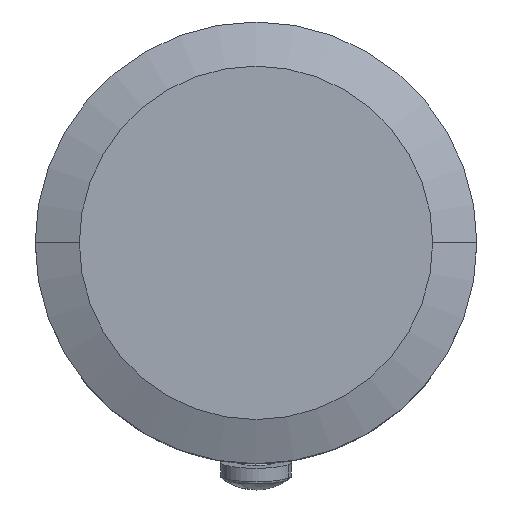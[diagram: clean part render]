
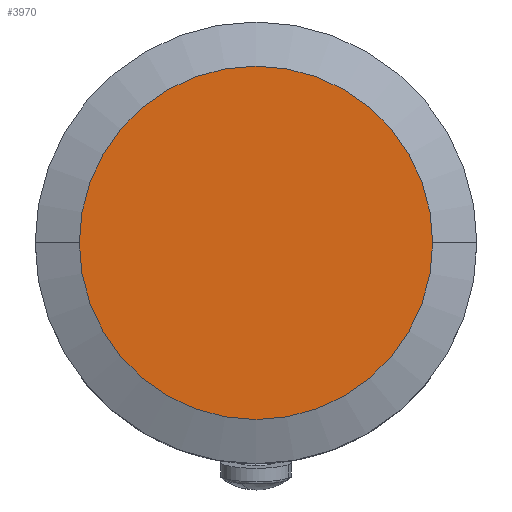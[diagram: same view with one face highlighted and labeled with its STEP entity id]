
A CAD part, top view. The second image highlights one B-rep face of the part: STEP entity #3970.
In plain terms, the highlighted planar face has unit normal (0, 0, 1).
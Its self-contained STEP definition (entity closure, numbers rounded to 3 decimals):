
#1618 = CARTESIAN_POINT ( 'NONE',  ( -20., 0., 16. ) ) ;
#1619 = CARTESIAN_POINT ( 'NONE',  ( 20., 0., 16. ) ) ;
#1620 = DIRECTION ( 'NONE',  ( 1., 0., 0. ) ) ;
#1621 = DIRECTION ( 'NONE',  ( 0., 0., 1. ) ) ;
#1622 = CARTESIAN_POINT ( 'NONE',  ( 0., 0., 16. ) ) ;
#1623 = AXIS2_PLACEMENT_3D ( 'NONE', #1622, #1621, #1620 ) ;
#1627 = CIRCLE ( 'NONE', #1623, 20. ) ;
#1713 = DIRECTION ( 'NONE',  ( 1., 0., 0. ) ) ;
#1714 = DIRECTION ( 'NONE',  ( 0., 0., 1. ) ) ;
#1715 = CARTESIAN_POINT ( 'NONE',  ( 0., 0., 16. ) ) ;
#1716 = AXIS2_PLACEMENT_3D ( 'NONE', #1715, #1714, #1713 ) ;
#1717 = CIRCLE ( 'NONE', #1716, 20. ) ;
#1718 = DIRECTION ( 'NONE',  ( 1., 0., 0. ) ) ;
#1719 = DIRECTION ( 'NONE',  ( 0., 0., 1. ) ) ;
#1720 = CARTESIAN_POINT ( 'NONE',  ( 0., 0., 16. ) ) ;
#1721 = AXIS2_PLACEMENT_3D ( 'NONE', #1720, #1719, #1718 ) ;
#1722 = PLANE ( 'NONE',  #1721 ) ;
#1727 = FACE_OUTER_BOUND ( 'NONE', #3971, .T. ) ;
#3911 = EDGE_CURVE ( 'NONE', #3912, #3913, #1627, .T. ) ;
#3912 = VERTEX_POINT ( 'NONE', #1619 ) ;
#3913 = VERTEX_POINT ( 'NONE', #1618 ) ;
#3970 = ADVANCED_FACE ( 'NONE', ( #1727 ), #1722, .T. ) ;
#3971 = EDGE_LOOP ( 'NONE', ( #3972, #3974 ) ) ;
#3972 = ORIENTED_EDGE ( 'NONE', *, *, #3973, .T. ) ;
#3973 = EDGE_CURVE ( 'NONE', #3913, #3912, #1717, .T. ) ;
#3974 = ORIENTED_EDGE ( 'NONE', *, *, #3911, .T. ) ;
